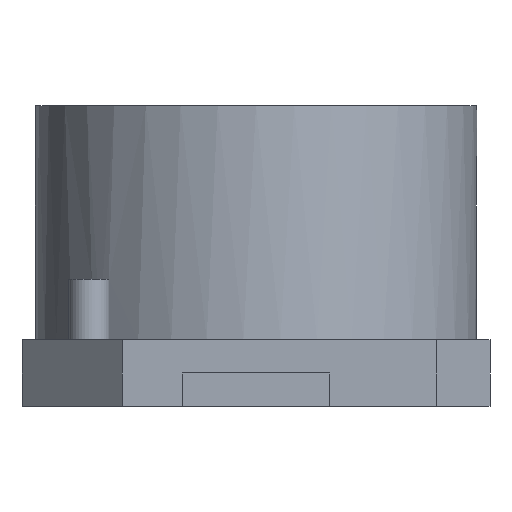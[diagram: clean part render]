
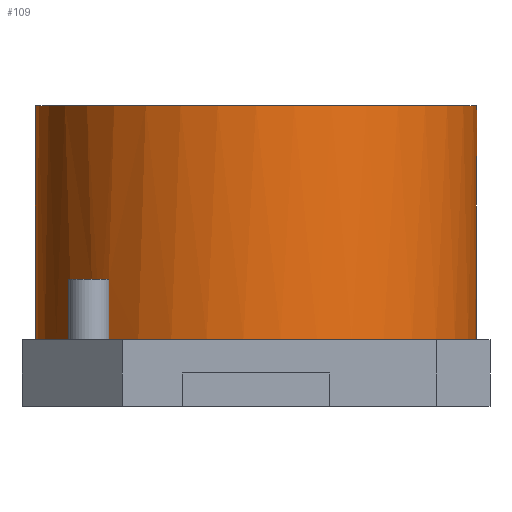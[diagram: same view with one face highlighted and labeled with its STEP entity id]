
A CAD part, left-side view. The second image highlights one B-rep face of the part: STEP entity #109.
In plain terms, the highlighted cylindrical face has radius 3.3 mm (diameter 6.6 mm), a full revolution.
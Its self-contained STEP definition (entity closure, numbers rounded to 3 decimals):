
#32 = VERTEX_POINT('',#33);
#33 = CARTESIAN_POINT('',(-2.203,2.457,1.));
#40 = EDGE_CURVE('',#41,#32,#43,.T.);
#41 = VERTEX_POINT('',#42);
#42 = CARTESIAN_POINT('',(-2.203,2.457,1.9));
#43 = LINE('',#44,#45);
#44 = CARTESIAN_POINT('',(-2.203,2.457,0.9));
#45 = VECTOR('',#46,1.);
#46 = DIRECTION('',(0.,-0.,-1.));
#64 = VERTEX_POINT('',#65);
#65 = CARTESIAN_POINT('',(-2.457,2.203,1.));
#74 = VERTEX_POINT('',#75);
#75 = CARTESIAN_POINT('',(-2.457,2.203,1.9));
#82 = EDGE_CURVE('',#74,#64,#83,.T.);
#83 = LINE('',#84,#85);
#84 = CARTESIAN_POINT('',(-2.457,2.203,0.9));
#85 = VECTOR('',#86,1.);
#86 = DIRECTION('',(0.,-0.,-1.));
#98 = EDGE_CURVE('',#74,#41,#99,.T.);
#99 = CIRCLE('',#100,3.3);
#100 = AXIS2_PLACEMENT_3D('',#101,#102,#103);
#101 = CARTESIAN_POINT('',(0.,0.,1.9));
#102 = DIRECTION('',(0.,0.,-1.));
#103 = DIRECTION('',(0.,1.,0.));
#109 = ADVANCED_FACE('',(#110),#181,.T.);
#110 = FACE_BOUND('',#111,.F.);
#111 = EDGE_LOOP('',(#112,#121,#129,#136,#137,#146,#154,#163,#171,#178,
    #179,#180));
#112 = ORIENTED_EDGE('',*,*,#113,.F.);
#113 = EDGE_CURVE('',#114,#32,#116,.T.);
#114 = VERTEX_POINT('',#115);
#115 = CARTESIAN_POINT('',(0.,3.3,1.));
#116 = CIRCLE('',#117,3.3);
#117 = AXIS2_PLACEMENT_3D('',#118,#119,#120);
#118 = CARTESIAN_POINT('',(0.,0.,1.));
#119 = DIRECTION('',(0.,-0.,1.));
#120 = DIRECTION('',(0.,1.,0.));
#121 = ORIENTED_EDGE('',*,*,#122,.T.);
#122 = EDGE_CURVE('',#114,#123,#125,.T.);
#123 = VERTEX_POINT('',#124);
#124 = CARTESIAN_POINT('',(0.,3.3,4.5));
#125 = LINE('',#126,#127);
#126 = CARTESIAN_POINT('',(0.,3.3,1.));
#127 = VECTOR('',#128,1.);
#128 = DIRECTION('',(0.,0.,1.));
#129 = ORIENTED_EDGE('',*,*,#130,.T.);
#130 = EDGE_CURVE('',#123,#123,#131,.T.);
#131 = CIRCLE('',#132,3.3);
#132 = AXIS2_PLACEMENT_3D('',#133,#134,#135);
#133 = CARTESIAN_POINT('',(0.,0.,4.5));
#134 = DIRECTION('',(0.,-0.,1.));
#135 = DIRECTION('',(0.,1.,0.));
#136 = ORIENTED_EDGE('',*,*,#122,.F.);
#137 = ORIENTED_EDGE('',*,*,#138,.F.);
#138 = EDGE_CURVE('',#139,#114,#141,.T.);
#139 = VERTEX_POINT('',#140);
#140 = CARTESIAN_POINT('',(2.457,-2.203,1.));
#141 = CIRCLE('',#142,3.3);
#142 = AXIS2_PLACEMENT_3D('',#143,#144,#145);
#143 = CARTESIAN_POINT('',(0.,0.,1.));
#144 = DIRECTION('',(0.,-0.,1.));
#145 = DIRECTION('',(0.,1.,0.));
#146 = ORIENTED_EDGE('',*,*,#147,.F.);
#147 = EDGE_CURVE('',#148,#139,#150,.T.);
#148 = VERTEX_POINT('',#149);
#149 = CARTESIAN_POINT('',(2.457,-2.203,1.9));
#150 = LINE('',#151,#152);
#151 = CARTESIAN_POINT('',(2.457,-2.203,0.9));
#152 = VECTOR('',#153,1.);
#153 = DIRECTION('',(0.,-0.,-1.));
#154 = ORIENTED_EDGE('',*,*,#155,.T.);
#155 = EDGE_CURVE('',#148,#156,#158,.T.);
#156 = VERTEX_POINT('',#157);
#157 = CARTESIAN_POINT('',(2.203,-2.457,1.9));
#158 = CIRCLE('',#159,3.3);
#159 = AXIS2_PLACEMENT_3D('',#160,#161,#162);
#160 = CARTESIAN_POINT('',(0.,0.,1.9));
#161 = DIRECTION('',(0.,0.,-1.));
#162 = DIRECTION('',(0.,1.,0.));
#163 = ORIENTED_EDGE('',*,*,#164,.T.);
#164 = EDGE_CURVE('',#156,#165,#167,.T.);
#165 = VERTEX_POINT('',#166);
#166 = CARTESIAN_POINT('',(2.203,-2.457,1.));
#167 = LINE('',#168,#169);
#168 = CARTESIAN_POINT('',(2.203,-2.457,0.9));
#169 = VECTOR('',#170,1.);
#170 = DIRECTION('',(0.,-0.,-1.));
#171 = ORIENTED_EDGE('',*,*,#172,.F.);
#172 = EDGE_CURVE('',#64,#165,#173,.T.);
#173 = CIRCLE('',#174,3.3);
#174 = AXIS2_PLACEMENT_3D('',#175,#176,#177);
#175 = CARTESIAN_POINT('',(0.,0.,1.));
#176 = DIRECTION('',(0.,-0.,1.));
#177 = DIRECTION('',(0.,1.,0.));
#178 = ORIENTED_EDGE('',*,*,#82,.F.);
#179 = ORIENTED_EDGE('',*,*,#98,.T.);
#180 = ORIENTED_EDGE('',*,*,#40,.T.);
#181 = CYLINDRICAL_SURFACE('',#182,3.3);
#182 = AXIS2_PLACEMENT_3D('',#183,#184,#185);
#183 = CARTESIAN_POINT('',(0.,0.,1.));
#184 = DIRECTION('',(0.,-0.,-1.));
#185 = DIRECTION('',(0.,1.,0.));
